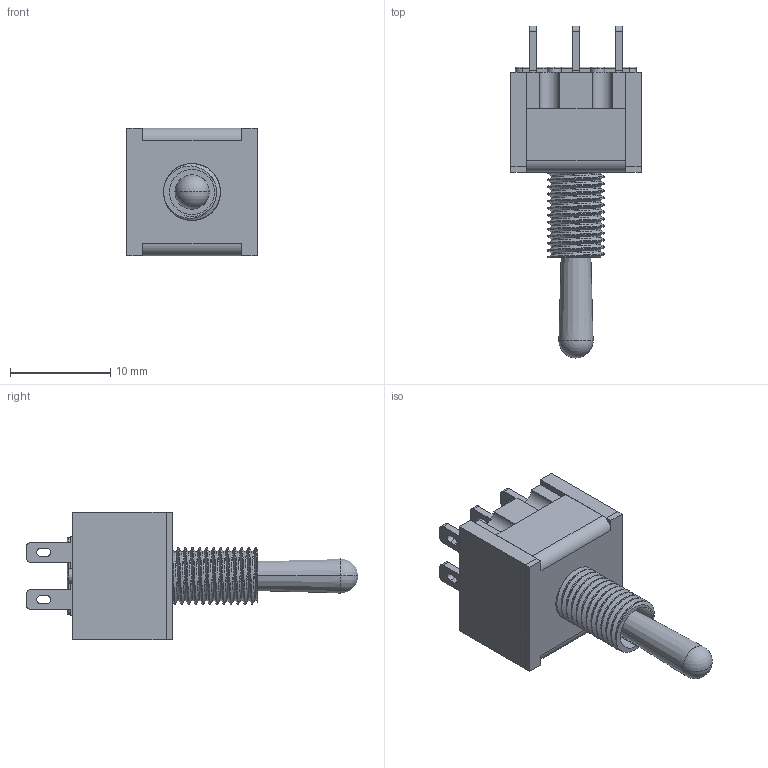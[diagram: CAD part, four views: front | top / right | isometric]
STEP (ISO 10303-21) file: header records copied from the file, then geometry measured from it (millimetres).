
FILE_DESCRIPTION (( 'STEP AP214' ), '1' );
FILE_NAME ('Toggle Switch 6 Pins-SPDT-ON-OFF-ON (6A,125VAC).STEP', '2022-10-06T17:19:44', ( '' ), ( '' ), 'SwSTEP 2.0', 'SolidWorks 2018', '' );
FILE_SCHEMA (( 'AUTOMOTIVE_DESIGN' ));
Length unit declared in the file: millimetre
Products named in the file (1): Toggle Switch 6 Pins-SPDT-ON-OFF-ON (6A,125VAC)
Bounding box: 13 x 33.05 x 12.7 mm (x, y, z)
Volume: 1818.4 mm3; surface area: 2003 mm2
Topology: 2 solids, 2 shells, 227 faces, 611 edges, 395 vertices
Faces by surface type: plane 128, cylinder 83, torus 8, bspline 4, sphere 2, cone 2
Entity records: 11964 total; most frequent: CARTESIAN_POINT 5240, ORIENTED_EDGE 1212, DIRECTION 1109, EDGE_CURVE 606, LINE 411, VECTOR 411, VERTEX_POINT 392, AXIS2_PLACEMENT_3D 349
